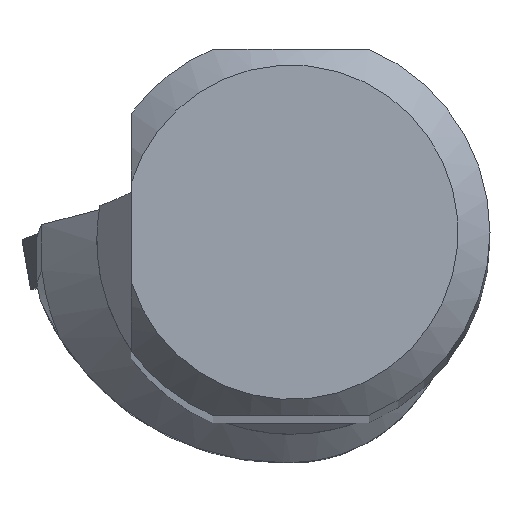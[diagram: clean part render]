
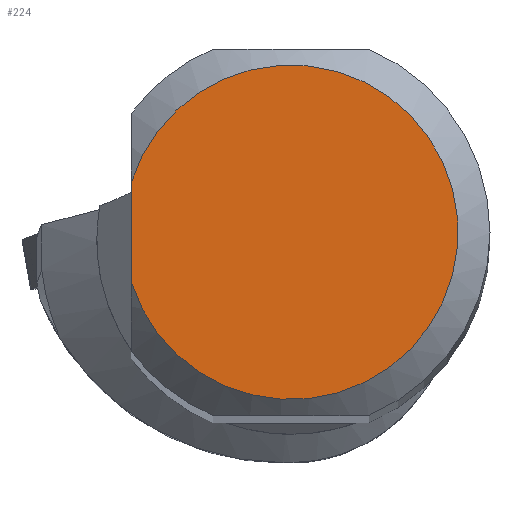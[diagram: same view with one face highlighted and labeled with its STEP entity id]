
A CAD part, top view. The second image highlights one B-rep face of the part: STEP entity #224.
In plain terms, the highlighted planar face has unit normal (0, 0, 1).
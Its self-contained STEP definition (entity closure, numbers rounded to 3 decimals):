
#180=FACE_OUTER_BOUND('',#417,.T.);
#224=ADVANCED_FACE('CU_SU_BP3',(#180),#255,.F.);
#255=PLANE('',#1041);
#303=LINE('',#1582,#358);
#358=VECTOR('',#1219,1.);
#417=EDGE_LOOP('',(#593,#594));
#593=ORIENTED_EDGE('',*,*,#858,.T.);
#594=ORIENTED_EDGE('',*,*,#846,.T.);
#745=VERTEX_POINT('',#1581);
#746=VERTEX_POINT('',#1583);
#846=EDGE_CURVE('',#746,#745,#303,.T.);
#858=EDGE_CURVE('',#745,#746,#902,.T.);
#902=CIRCLE('',#1036,10.491);
#1036=AXIS2_PLACEMENT_3D('',#1611,#1243,#1244);
#1041=AXIS2_PLACEMENT_3D('',#1630,#1253,#1254);
#1219=DIRECTION('',(0.,-1.,0.));
#1243=DIRECTION('',(0.,0.,1.));
#1244=DIRECTION('',(-0.985,-0.172,0.));
#1253=DIRECTION('',(0.,0.,-1.));
#1254=DIRECTION('',(-0.985,-0.172,0.));
#1581=CARTESIAN_POINT('',(-10.009,-3.145,0.));
#1582=CARTESIAN_POINT('',(-10.009,11.5,0.));
#1583=CARTESIAN_POINT('',(-10.009,3.145,0.));
#1611=CARTESIAN_POINT('',(0.,0.,
0.));
#1630=CARTESIAN_POINT('',(-12.491,0.,0.));
